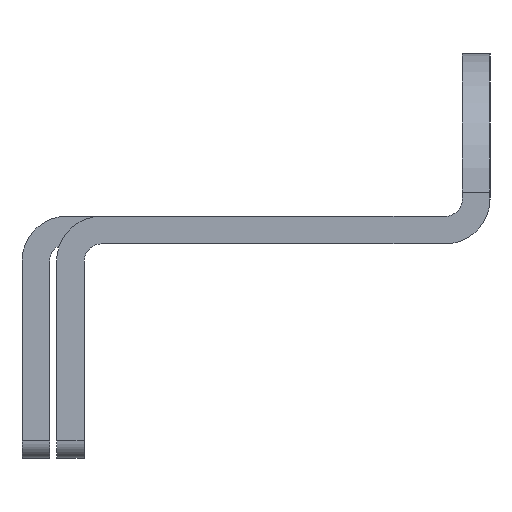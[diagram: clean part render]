
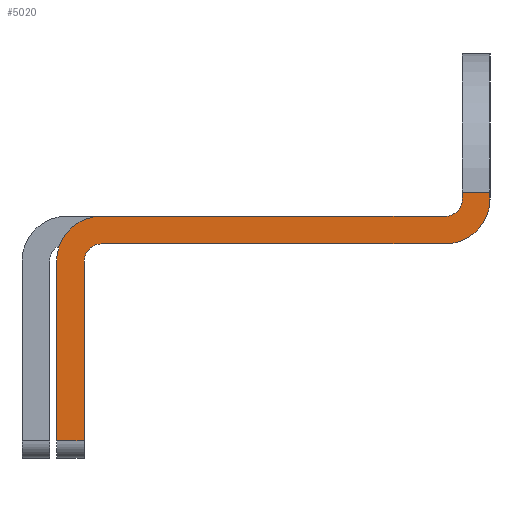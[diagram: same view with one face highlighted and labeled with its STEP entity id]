
A CAD part, left-side view. The second image highlights one B-rep face of the part: STEP entity #5020.
In plain terms, the highlighted face is planar.
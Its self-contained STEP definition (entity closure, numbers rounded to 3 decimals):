
#130=CARTESIAN_POINT('',(0.5,25.7,0.));
#140=VERTEX_POINT('',#130);
#460=CARTESIAN_POINT('',(5.7,25.7,0.));
#470=VERTEX_POINT('',#460);
#500=CARTESIAN_POINT('',(0.,25.7,0.));
#510=DIRECTION('',(-1.,0.,0.));
#520=VECTOR('',#510,1.);
#530=LINE('',#500,#520);
#540=EDGE_CURVE('',#470,#140,#530,.T.);
#1840=CARTESIAN_POINT('',(7.5,25.7,12.55));
#1850=VERTEX_POINT('',#1840);
#1880=CARTESIAN_POINT('',(0.,25.7,12.55));
#1890=DIRECTION('',(-1.,0.,0.));
#1900=VECTOR('',#1890,1.);
#1910=LINE('',#1880,#1900);
#1920=CARTESIAN_POINT('',(7.7,25.7,12.55));
#1930=VERTEX_POINT('',#1920);
#1940=EDGE_CURVE('',#1930,#1850,#1910,.T.);
#4130=CARTESIAN_POINT('',(0.,25.7,0.));
#4140=DIRECTION('',(-0.,1.,0.));
#4150=DIRECTION('',(1.,0.,0.));
#4160=AXIS2_PLACEMENT_3D('',#4130,#4140,#4150);
#4170=PLANE('',#4160);
#4180=CARTESIAN_POINT('',(5.7,25.7,1.3));
#4190=DIRECTION('',(0.,1.,0.));
#4200=DIRECTION('',(1.,0.,0.));
#4210=AXIS2_PLACEMENT_3D('',#4180,#4190,#4200);
#4220=CIRCLE('',#4210,1.3);
#4230=CARTESIAN_POINT('',(7.,25.7,1.3));
#4240=VERTEX_POINT('',#4230);
#4250=EDGE_CURVE('',#4240,#470,#4220,.T.);
#4260=ORIENTED_EDGE('',*,*,#4250,.T.);
#4270=CARTESIAN_POINT('',(7.,25.7,0.));
#4280=DIRECTION('',(0.,0.,1.));
#4290=VECTOR('',#4280,1.);
#4300=LINE('',#4270,#4290);
#4310=CARTESIAN_POINT('',(7.,25.7,11.25));
#4320=VERTEX_POINT('',#4310);
#4330=EDGE_CURVE('',#4240,#4320,#4300,.T.);
#4340=ORIENTED_EDGE('',*,*,#4330,.F.);
#4350=CARTESIAN_POINT('',(7.5,25.7,11.25));
#4360=DIRECTION('',(0.,-1.,0.));
#4370=DIRECTION('',(-1.,0.,0.));
#4380=AXIS2_PLACEMENT_3D('',#4350,#4360,#4370);
#4390=CIRCLE('',#4380,0.5);
#4400=CARTESIAN_POINT('',(7.5,25.7,11.75));
#4410=VERTEX_POINT('',#4400);
#4420=EDGE_CURVE('',#4410,#4320,#4390,.T.);
#4430=ORIENTED_EDGE('',*,*,#4420,.T.);
#4440=CARTESIAN_POINT('',(0.,25.7,11.75));
#4450=DIRECTION('',(1.,0.,0.));
#4460=VECTOR('',#4450,1.);
#4470=LINE('',#4440,#4460);
#4480=CARTESIAN_POINT('',(7.7,25.7,11.75));
#4490=VERTEX_POINT('',#4480);
#4500=EDGE_CURVE('',#4410,#4490,#4470,.T.);
#4510=ORIENTED_EDGE('',*,*,#4500,.F.);
#4520=CARTESIAN_POINT('',(7.7,25.7,0.));
#4530=DIRECTION('',(0.,0.,1.));
#4540=VECTOR('',#4530,1.);
#4550=LINE('',#4520,#4540);
#4560=EDGE_CURVE('',#4490,#1930,#4550,.T.);
#4570=ORIENTED_EDGE('',*,*,#4560,.F.);
#4580=ORIENTED_EDGE('',*,*,#1940,.F.);
#4590=CARTESIAN_POINT('',(7.5,25.7,11.25));
#4600=DIRECTION('',(0.,-1.,0.));
#4610=DIRECTION('',(-1.,0.,0.));
#4620=AXIS2_PLACEMENT_3D('',#4590,#4600,#4610);
#4630=CIRCLE('',#4620,1.3);
#4640=CARTESIAN_POINT('',(6.2,25.7,11.25));
#4650=VERTEX_POINT('',#4640);
#4660=EDGE_CURVE('',#1850,#4650,#4630,.T.);
#4670=ORIENTED_EDGE('',*,*,#4660,.F.);
#4680=CARTESIAN_POINT('',(6.2,25.7,0.));
#4690=DIRECTION('',(0.,0.,-1.));
#4700=VECTOR('',#4690,1.);
#4710=LINE('',#4680,#4700);
#4720=CARTESIAN_POINT('',(6.2,25.7,1.3));
#4730=VERTEX_POINT('',#4720);
#4740=EDGE_CURVE('',#4650,#4730,#4710,.T.);
#4750=ORIENTED_EDGE('',*,*,#4740,.F.);
#4760=CARTESIAN_POINT('',(5.7,25.7,1.3));
#4770=DIRECTION('',(0.,-1.,0.));
#4780=DIRECTION('',(-1.,0.,0.));
#4790=AXIS2_PLACEMENT_3D('',#4760,#4770,#4780);
#4800=CIRCLE('',#4790,0.5);
#4810=CARTESIAN_POINT('',(5.7,25.7,0.8));
#4820=VERTEX_POINT('',#4810);
#4830=EDGE_CURVE('',#4820,#4730,#4800,.T.);
#4840=ORIENTED_EDGE('',*,*,#4830,.T.);
#4850=CARTESIAN_POINT('',(0.,25.7,0.8));
#4860=DIRECTION('',(-1.,0.,0.));
#4870=VECTOR('',#4860,1.);
#4880=LINE('',#4850,#4870);
#4890=CARTESIAN_POINT('',(0.5,25.7,0.8));
#4900=VERTEX_POINT('',#4890);
#4910=EDGE_CURVE('',#4820,#4900,#4880,.T.);
#4920=ORIENTED_EDGE('',*,*,#4910,.F.);
#4930=CARTESIAN_POINT('',(0.5,25.7,12.55));
#4940=DIRECTION('',(0.,0.,-1.));
#4950=VECTOR('',#4940,1.);
#4960=LINE('',#4930,#4950);
#4970=EDGE_CURVE('',#4900,#140,#4960,.T.);
#4980=ORIENTED_EDGE('',*,*,#4970,.F.);
#4990=ORIENTED_EDGE('',*,*,#540,.T.);
#5000=EDGE_LOOP('',(#4990,#4980,#4920,#4840,#4750,#4670,#4580,#4570,
#4510,#4430,#4340,#4260));
#5010=FACE_OUTER_BOUND('',#5000,.T.);
#5020=ADVANCED_FACE('',(#5010),#4170,.T.);
